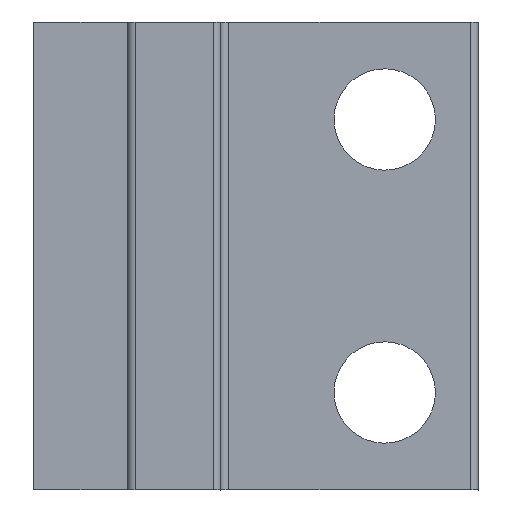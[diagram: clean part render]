
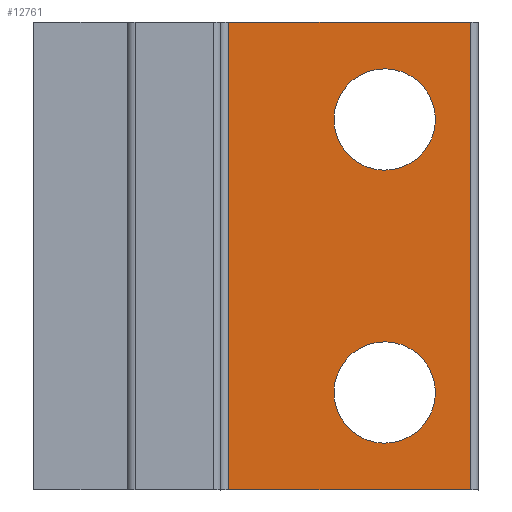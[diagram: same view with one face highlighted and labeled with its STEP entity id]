
A CAD part, left-side view. The second image highlights one B-rep face of the part: STEP entity #12761.
In plain terms, the highlighted planar face has unit normal (-1, 0, 0).
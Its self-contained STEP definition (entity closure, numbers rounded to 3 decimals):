
#12415=AXIS2_PLACEMENT_3D('Circle Axis2P3D',#12413,#12414,$) ;
#12441=AXIS2_PLACEMENT_3D('Circle Axis2P3D',#12439,#12440,$) ;
#12467=AXIS2_PLACEMENT_3D('Circle Axis2P3D',#12465,#12466,$) ;
#12493=AXIS2_PLACEMENT_3D('Circle Axis2P3D',#12491,#12492,$) ;
#12740=AXIS2_PLACEMENT_3D('Plane Axis2P3D',#12737,#12738,#12739) ;
#11722=CARTESIAN_POINT('Vertex',(-243.,-46.,175.)) ;
#11725=CARTESIAN_POINT('Line Origine',(-243.,-30.5,175.)) ;
#11729=CARTESIAN_POINT('Vertex',(-243.,-15.,175.)) ;
#11852=CARTESIAN_POINT('Line Origine',(-243.,-15.,205.)) ;
#11856=CARTESIAN_POINT('Vertex',(-243.,-15.,235.)) ;
#12408=CARTESIAN_POINT('Vertex',(-243.,-40.704,225.616)) ;
#12413=CARTESIAN_POINT('Axis2P3D Location',(-243.,-35.,222.5)) ;
#12417=CARTESIAN_POINT('Vertex',(-243.,-29.296,219.384)) ;
#12439=CARTESIAN_POINT('Axis2P3D Location',(-243.,-35.,222.5)) ;
#12460=CARTESIAN_POINT('Vertex',(-243.,-40.704,190.616)) ;
#12465=CARTESIAN_POINT('Axis2P3D Location',(-243.,-35.,187.5)) ;
#12469=CARTESIAN_POINT('Vertex',(-243.,-29.296,184.384)) ;
#12491=CARTESIAN_POINT('Axis2P3D Location',(-243.,-35.,187.5)) ;
#12722=CARTESIAN_POINT('Vertex',(-243.,-46.,235.)) ;
#12725=CARTESIAN_POINT('Line Origine',(-243.,-46.,205.)) ;
#12737=CARTESIAN_POINT('Axis2P3D Location',(-243.,-14.,205.)) ;
#12742=CARTESIAN_POINT('Line Origine',(-243.,-30.5,235.)) ;
#11726=DIRECTION('Vector Direction',(0.,-1.,0.)) ;
#11853=DIRECTION('Vector Direction',(0.,0.,1.)) ;
#12414=DIRECTION('Axis2P3D Direction',(-1.,0.,0.)) ;
#12440=DIRECTION('Axis2P3D Direction',(-1.,0.,0.)) ;
#12466=DIRECTION('Axis2P3D Direction',(-1.,0.,0.)) ;
#12492=DIRECTION('Axis2P3D Direction',(-1.,0.,0.)) ;
#12726=DIRECTION('Vector Direction',(0.,0.,1.)) ;
#12738=DIRECTION('Axis2P3D Direction',(-1.,0.,0.)) ;
#12739=DIRECTION('Axis2P3D XDirection',(0.,-1.,0.)) ;
#12743=DIRECTION('Vector Direction',(0.,-1.,0.)) ;
#11727=VECTOR('Line Direction',#11726,1.) ;
#11854=VECTOR('Line Direction',#11853,1.) ;
#12727=VECTOR('Line Direction',#12726,1.) ;
#12744=VECTOR('Line Direction',#12743,1.) ;
#12748=ORIENTED_EDGE('',*,*,#12746,.F.) ;
#12749=ORIENTED_EDGE('',*,*,#11858,.T.) ;
#12750=ORIENTED_EDGE('',*,*,#11731,.T.) ;
#12751=ORIENTED_EDGE('',*,*,#12729,.T.) ;
#12754=ORIENTED_EDGE('',*,*,#12495,.F.) ;
#12755=ORIENTED_EDGE('',*,*,#12471,.F.) ;
#12758=ORIENTED_EDGE('',*,*,#12443,.F.) ;
#12759=ORIENTED_EDGE('',*,*,#12419,.F.) ;
#12756=FACE_BOUND('',#12753,.T.) ;
#12760=FACE_BOUND('',#12757,.T.) ;
#12761=ADVANCED_FACE('RB0346001_1PA_001_05_N1_2500_FP_TERMINAL.3\\PartBody',(#12752,#12756,#12760),#12741,.T.) ;
#12416=CIRCLE('generated circle',#12415,6.5) ;
#12442=CIRCLE('generated circle',#12441,6.5) ;
#12468=CIRCLE('generated circle',#12467,6.5) ;
#12494=CIRCLE('generated circle',#12493,6.5) ;
#11731=EDGE_CURVE('',#11730,#11723,#11728,.T.) ;
#11858=EDGE_CURVE('',#11857,#11730,#11855,.F.) ;
#12419=EDGE_CURVE('',#12409,#12418,#12416,.T.) ;
#12443=EDGE_CURVE('',#12418,#12409,#12442,.T.) ;
#12471=EDGE_CURVE('',#12461,#12470,#12468,.T.) ;
#12495=EDGE_CURVE('',#12470,#12461,#12494,.T.) ;
#12729=EDGE_CURVE('',#11723,#12723,#12728,.T.) ;
#12746=EDGE_CURVE('',#11857,#12723,#12745,.T.) ;
#12747=EDGE_LOOP('',(#12748,#12749,#12750,#12751)) ;
#12753=EDGE_LOOP('',(#12754,#12755)) ;
#12757=EDGE_LOOP('',(#12758,#12759)) ;
#12752=FACE_OUTER_BOUND('',#12747,.T.) ;
#11728=LINE('Line',#11725,#11727) ;
#11855=LINE('Line',#11852,#11854) ;
#12728=LINE('Line',#12725,#12727) ;
#12745=LINE('Line',#12742,#12744) ;
#12741=PLANE('',#12740) ;
#11723=VERTEX_POINT('',#11722) ;
#11730=VERTEX_POINT('',#11729) ;
#11857=VERTEX_POINT('',#11856) ;
#12409=VERTEX_POINT('',#12408) ;
#12418=VERTEX_POINT('',#12417) ;
#12461=VERTEX_POINT('',#12460) ;
#12470=VERTEX_POINT('',#12469) ;
#12723=VERTEX_POINT('',#12722) ;
